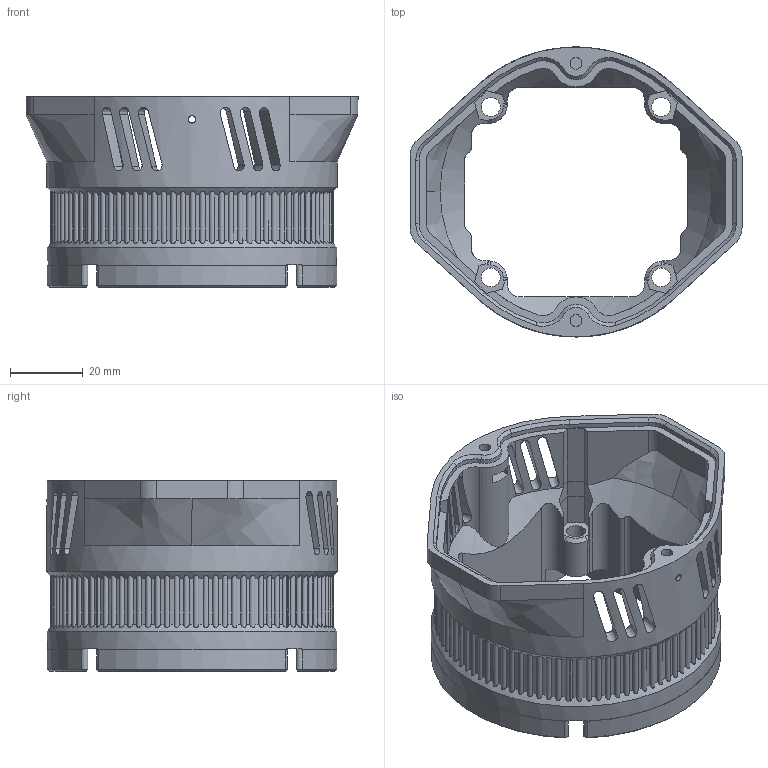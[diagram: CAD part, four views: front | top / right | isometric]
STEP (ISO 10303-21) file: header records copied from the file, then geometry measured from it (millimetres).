
FILE_DESCRIPTION(/* description */ (''),/* implementation_level */ '2;1');
FILE_NAME(/* name */ 'Motor Mount - Main Clamp.step',/* time_stamp */ '2025-11-18T16:06:04+01:00',/* author */ (''),/* organization */ (''),/* preprocessor_version */ 'ST-DEVELOPER v20.1',/* originating_system */ 'Autodesk Translation Framework v14.21.0.0',/* authorisation */ '');
FILE_SCHEMA (('AUTOMOTIVE_DESIGN { 1 0 10303 214 3 1 1 }'));
Length unit declared in the file: millimetre
Products named in the file (1): 57AIM Clamp
Bounding box: 91.57 x 80 x 52.55 mm (x, y, z)
Volume: 68697.1 mm3; surface area: 32758.9 mm2
Topology: 1 solids, 1 shells, 538 faces, 1579 edges, 1043 vertices
Faces by surface type: cylinder 274, plane 148, cone 60, bspline 56
Full cylindrical faces by diameter (mm): 2 x2, 3.3 x4, 5.2 x4, 79.9 x1, 80 x1
Entity records: 23666 total; most frequent: CARTESIAN_POINT 9999, ORIENTED_EDGE 3158, DIRECTION 2506, EDGE_CURVE 1579, VERTEX_POINT 1043, AXIS2_PLACEMENT_3D 906, LINE 694, VECTOR 694
